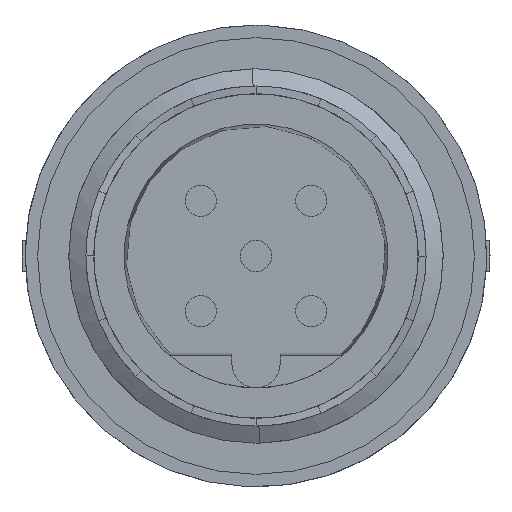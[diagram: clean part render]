
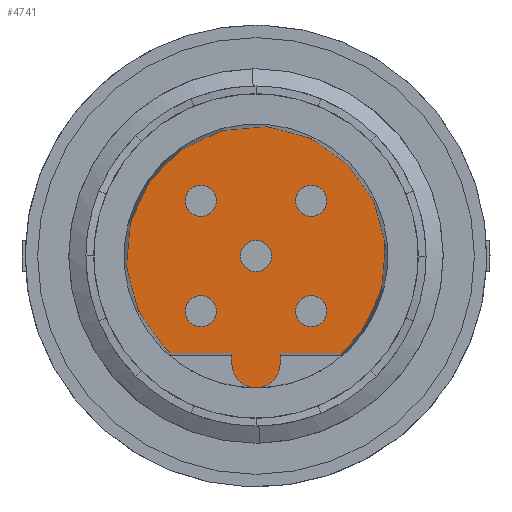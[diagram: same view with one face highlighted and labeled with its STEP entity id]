
A CAD part, left-side view. The second image highlights one B-rep face of the part: STEP entity #4741.
In plain terms, the highlighted planar face has unit normal (-1, 0, 0).
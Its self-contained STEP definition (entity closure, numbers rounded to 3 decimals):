
#1399=CARTESIAN_POINT('',(-38.4,0.,0.));
#1400=DIRECTION('',(-1.,0.,0.));
#1401=DIRECTION('',(0.,0.707,-0.707));
#1402=AXIS2_PLACEMENT_3D('',#1399,#1400,#1401);
#1404=CARTESIAN_POINT('',(-38.4,0.,0.));
#1405=DIRECTION('',(-1.,0.,0.));
#1406=DIRECTION('',(0.,-0.707,0.707));
#1407=AXIS2_PLACEMENT_3D('',#1404,#1405,#1406);
#1409=CARTESIAN_POINT('',(-38.4,0.,0.));
#1410=DIRECTION('',(-1.,0.,0.));
#1411=DIRECTION('',(0.,-0.659,-0.752));
#1412=AXIS2_PLACEMENT_3D('',#1409,#1410,#1411);
#1414=DIRECTION('',(0.,-1.,0.));
#1415=VECTOR('',#1414,1.963);
#1416=CARTESIAN_POINT('',(-38.4,-0.774,-3.122));
#1417=LINE('',#1416,#1415);
#1418=DIRECTION('',(0.,0.,1.));
#1419=VECTOR('',#1418,0.327);
#1420=CARTESIAN_POINT('',(-38.4,-0.774,-3.449));
#1421=LINE('',#1420,#1419);
#1422=CARTESIAN_POINT('',(-38.4,0.,-3.449));
#1423=DIRECTION('',(-1.,0.,0.));
#1424=DIRECTION('',(0.,1.,0.));
#1425=AXIS2_PLACEMENT_3D('',#1422,#1423,#1424);
#1427=DIRECTION('',(0.,0.,-1.));
#1428=VECTOR('',#1427,0.327);
#1429=CARTESIAN_POINT('',(-38.4,0.774,-3.122));
#1430=LINE('',#1429,#1428);
#1431=DIRECTION('',(0.,-1.,0.));
#1432=VECTOR('',#1431,1.963);
#1433=CARTESIAN_POINT('',(-38.4,2.737,-3.122));
#1434=LINE('',#1433,#1432);
#1435=CARTESIAN_POINT('',(-38.4,1.768,1.768));
#1436=DIRECTION('',(1.,0.,0.));
#1437=DIRECTION('',(0.,-1.,0.));
#1438=AXIS2_PLACEMENT_3D('',#1435,#1436,#1437);
#1440=CARTESIAN_POINT('',(-38.4,1.768,1.768));
#1441=DIRECTION('',(1.,0.,0.));
#1442=DIRECTION('',(0.,1.,0.));
#1443=AXIS2_PLACEMENT_3D('',#1440,#1441,#1442);
#1445=CARTESIAN_POINT('',(-38.4,-1.768,1.768));
#1446=DIRECTION('',(1.,0.,0.));
#1447=DIRECTION('',(0.,-1.,0.));
#1448=AXIS2_PLACEMENT_3D('',#1445,#1446,#1447);
#1450=CARTESIAN_POINT('',(-38.4,-1.768,1.768));
#1451=DIRECTION('',(1.,0.,0.));
#1452=DIRECTION('',(0.,1.,0.));
#1453=AXIS2_PLACEMENT_3D('',#1450,#1451,#1452);
#1455=CARTESIAN_POINT('',(-38.4,-1.768,-1.768));
#1456=DIRECTION('',(1.,0.,0.));
#1457=DIRECTION('',(0.,-1.,0.));
#1458=AXIS2_PLACEMENT_3D('',#1455,#1456,#1457);
#1460=CARTESIAN_POINT('',(-38.4,-1.768,-1.768));
#1461=DIRECTION('',(1.,0.,0.));
#1462=DIRECTION('',(0.,1.,0.));
#1463=AXIS2_PLACEMENT_3D('',#1460,#1461,#1462);
#1465=CARTESIAN_POINT('',(-38.4,1.768,-1.768));
#1466=DIRECTION('',(1.,0.,0.));
#1467=DIRECTION('',(0.,-1.,0.));
#1468=AXIS2_PLACEMENT_3D('',#1465,#1466,#1467);
#1470=CARTESIAN_POINT('',(-38.4,1.768,-1.768));
#1471=DIRECTION('',(1.,0.,0.));
#1472=DIRECTION('',(0.,1.,0.));
#1473=AXIS2_PLACEMENT_3D('',#1470,#1471,#1472);
#1475=CARTESIAN_POINT('',(-38.4,0.,0.));
#1476=DIRECTION('',(1.,0.,0.));
#1477=DIRECTION('',(0.,0.707,-0.707));
#1478=AXIS2_PLACEMENT_3D('',#1475,#1476,#1477);
#1480=CARTESIAN_POINT('',(-38.4,0.,0.));
#1481=DIRECTION('',(1.,0.,0.));
#1482=DIRECTION('',(0.,-0.707,0.707));
#1483=AXIS2_PLACEMENT_3D('',#1480,#1481,#1482);
#1488=CARTESIAN_POINT('',(-38.4,-2.737,-3.122));
#1542=CARTESIAN_POINT('',(-38.4,2.737,-3.122));
#1949=VERTEX_POINT('',#1542);
#1952=VERTEX_POINT('',#1488);
#1953=CARTESIAN_POINT('',(-38.4,-2.936,2.936));
#1954=VERTEX_POINT('',#1953);
#1955=CARTESIAN_POINT('',(-38.4,2.936,-2.936));
#1956=VERTEX_POINT('',#1955);
#1965=CARTESIAN_POINT('',(-38.4,0.774,-3.122));
#1966=VERTEX_POINT('',#1965);
#1967=CARTESIAN_POINT('',(-38.4,0.774,-3.449));
#1968=VERTEX_POINT('',#1967);
#1969=CARTESIAN_POINT('',(-38.4,-0.774,-3.122));
#1970=VERTEX_POINT('',#1969);
#1971=CARTESIAN_POINT('',(-38.4,-0.774,-3.449));
#1972=VERTEX_POINT('',#1971);
#1973=CARTESIAN_POINT('',(-38.4,2.268,1.768));
#1974=CARTESIAN_POINT('',(-38.4,1.268,1.768));
#1975=VERTEX_POINT('',#1973);
#1976=VERTEX_POINT('',#1974);
#1977=CARTESIAN_POINT('',(-38.4,-1.268,1.768));
#1978=CARTESIAN_POINT('',(-38.4,-2.268,1.768));
#1979=VERTEX_POINT('',#1977);
#1980=VERTEX_POINT('',#1978);
#1981=CARTESIAN_POINT('',(-38.4,-1.268,-1.768));
#1982=CARTESIAN_POINT('',(-38.4,-2.268,-1.768));
#1983=VERTEX_POINT('',#1981);
#1984=VERTEX_POINT('',#1982);
#1985=CARTESIAN_POINT('',(-38.4,2.268,-1.768));
#1986=CARTESIAN_POINT('',(-38.4,1.268,-1.768));
#1987=VERTEX_POINT('',#1985);
#1988=VERTEX_POINT('',#1986);
#1989=CARTESIAN_POINT('',(-38.4,-0.354,0.354));
#1990=CARTESIAN_POINT('',(-38.4,0.354,-0.354));
#1991=VERTEX_POINT('',#1989);
#1992=VERTEX_POINT('',#1990);
#4691=CARTESIAN_POINT('',(-38.4,1.202,1.202));
#4692=DIRECTION('',(-1.,0.,0.));
#4693=DIRECTION('',(0.,-0.707,-0.707));
#4694=AXIS2_PLACEMENT_3D('',#4691,#4692,#4693);
#4695=PLANE('',#4694);
#4696=ORIENTED_EDGE('',*,*,#4661,.F.);
#4697=ORIENTED_EDGE('',*,*,#4637,.F.);
#4698=ORIENTED_EDGE('',*,*,#4671,.F.);
#4700=ORIENTED_EDGE('',*,*,#4699,.F.);
#4702=ORIENTED_EDGE('',*,*,#4701,.F.);
#4704=ORIENTED_EDGE('',*,*,#4703,.F.);
#4706=ORIENTED_EDGE('',*,*,#4705,.F.);
#4708=ORIENTED_EDGE('',*,*,#4707,.F.);
#4709=EDGE_LOOP('',(#4696,#4697,#4698,#4700,#4702,#4704,#4706,#4708));
#4710=FACE_OUTER_BOUND('',#4709,.F.);
#4712=ORIENTED_EDGE('',*,*,#4711,.F.);
#4714=ORIENTED_EDGE('',*,*,#4713,.F.);
#4715=EDGE_LOOP('',(#4712,#4714));
#4716=FACE_BOUND('',#4715,.F.);
#4718=ORIENTED_EDGE('',*,*,#4717,.F.);
#4720=ORIENTED_EDGE('',*,*,#4719,.F.);
#4721=EDGE_LOOP('',(#4718,#4720));
#4722=FACE_BOUND('',#4721,.F.);
#4724=ORIENTED_EDGE('',*,*,#4723,.F.);
#4726=ORIENTED_EDGE('',*,*,#4725,.F.);
#4727=EDGE_LOOP('',(#4724,#4726));
#4728=FACE_BOUND('',#4727,.F.);
#4730=ORIENTED_EDGE('',*,*,#4729,.F.);
#4732=ORIENTED_EDGE('',*,*,#4731,.F.);
#4733=EDGE_LOOP('',(#4730,#4732));
#4734=FACE_BOUND('',#4733,.F.);
#4736=ORIENTED_EDGE('',*,*,#4735,.F.);
#4738=ORIENTED_EDGE('',*,*,#4737,.F.);
#4739=EDGE_LOOP('',(#4736,#4738));
#4740=FACE_BOUND('',#4739,.F.);
#4741=ADVANCED_FACE('',(#4710,#4716,#4722,#4728,#4734,#4740),#4695,.T.);
#1403=CIRCLE('',#1402,4.152);
#1408=CIRCLE('',#1407,4.152);
#1413=CIRCLE('',#1412,4.152);
#1426=CIRCLE('',#1425,0.774);
#1439=CIRCLE('',#1438,0.5);
#1444=CIRCLE('',#1443,0.5);
#1449=CIRCLE('',#1448,0.5);
#1454=CIRCLE('',#1453,0.5);
#1459=CIRCLE('',#1458,0.5);
#1464=CIRCLE('',#1463,0.5);
#1469=CIRCLE('',#1468,0.5);
#1474=CIRCLE('',#1473,0.5);
#1479=CIRCLE('',#1478,0.5);
#1484=CIRCLE('',#1483,0.5);
#4637=EDGE_CURVE('',#1954,#1956,#1408,.T.);
#4661=EDGE_CURVE('',#1956,#1949,#1403,.T.);
#4671=EDGE_CURVE('',#1952,#1954,#1413,.T.);
#4699=EDGE_CURVE('',#1970,#1952,#1417,.T.);
#4701=EDGE_CURVE('',#1972,#1970,#1421,.T.);
#4703=EDGE_CURVE('',#1968,#1972,#1426,.T.);
#4705=EDGE_CURVE('',#1966,#1968,#1430,.T.);
#4707=EDGE_CURVE('',#1949,#1966,#1434,.T.);
#4711=EDGE_CURVE('',#1976,#1975,#1439,.T.);
#4713=EDGE_CURVE('',#1975,#1976,#1444,.T.);
#4717=EDGE_CURVE('',#1980,#1979,#1449,.T.);
#4719=EDGE_CURVE('',#1979,#1980,#1454,.T.);
#4723=EDGE_CURVE('',#1984,#1983,#1459,.T.);
#4725=EDGE_CURVE('',#1983,#1984,#1464,.T.);
#4729=EDGE_CURVE('',#1988,#1987,#1469,.T.);
#4731=EDGE_CURVE('',#1987,#1988,#1474,.T.);
#4735=EDGE_CURVE('',#1992,#1991,#1479,.T.);
#4737=EDGE_CURVE('',#1991,#1992,#1484,.T.);
